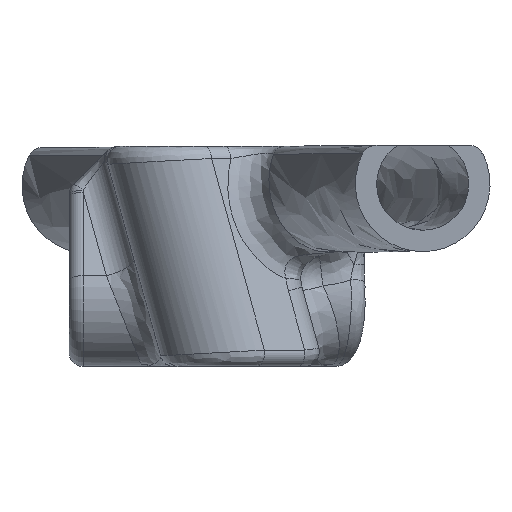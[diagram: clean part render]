
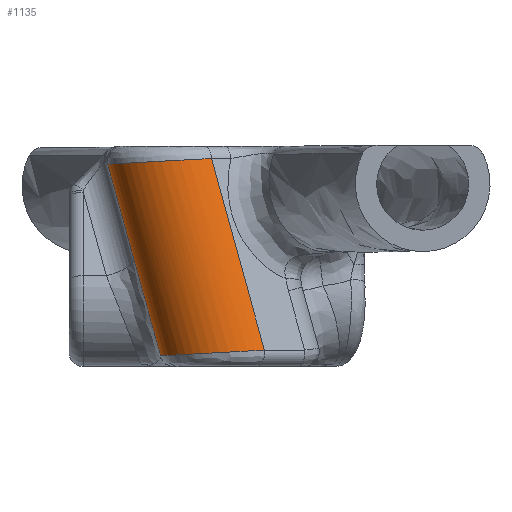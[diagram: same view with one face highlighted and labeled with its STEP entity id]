
A CAD part, top view. The second image highlights one B-rep face of the part: STEP entity #1135.
In plain terms, the highlighted cylindrical face has radius 4.75 mm (diameter 9.5 mm), a partial arc.
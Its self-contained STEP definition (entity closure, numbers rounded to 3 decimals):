
#35=CYLINDRICAL_SURFACE('',#1242,4.75);
#57=LINE('',#2255,#94);
#60=LINE('',#2263,#97);
#94=VECTOR('',#1388,10.);
#97=VECTOR('',#1395,10.);
#142=ELLIPSE('',#1237,4.862,4.75);
#144=ELLIPSE('',#1243,4.862,4.75);
#172=FACE_OUTER_BOUND('',#247,.T.);
#247=EDGE_LOOP('',(#799,#800,#801,#802));
#463=VERTEX_POINT('',#2148);
#465=VERTEX_POINT('',#2189);
#471=VERTEX_POINT('',#2254);
#474=VERTEX_POINT('',#2262);
#587=EDGE_CURVE('',#463,#465,#142,.T.);
#594=EDGE_CURVE('',#471,#465,#57,.T.);
#598=EDGE_CURVE('',#474,#463,#60,.T.);
#599=EDGE_CURVE('',#471,#474,#144,.T.);
#799=ORIENTED_EDGE('',*,*,#587,.F.);
#800=ORIENTED_EDGE('',*,*,#598,.F.);
#801=ORIENTED_EDGE('',*,*,#599,.F.);
#802=ORIENTED_EDGE('',*,*,#594,.T.);
#1135=ADVANCED_FACE('',(#172),#35,.T.);
#1237=AXIS2_PLACEMENT_3D('',#2193,#1378,#1379);
#1242=AXIS2_PLACEMENT_3D('',#2261,#1393,#1394);
#1243=AXIS2_PLACEMENT_3D('',#2264,#1396,#1397);
#1378=DIRECTION('center_axis',(0.055,-0.998,0.));
#1379=DIRECTION('ref_axis',(-0.998,-0.055,0.));
#1388=DIRECTION('',(0.266,-0.964,0.));
#1393=DIRECTION('center_axis',(0.266,-0.964,0.));
#1394=DIRECTION('ref_axis',(0.482,0.133,0.866));
#1395=DIRECTION('',(0.266,-0.964,0.));
#1396=DIRECTION('center_axis',(-0.055,0.998,0.));
#1397=DIRECTION('ref_axis',(-0.998,-0.055,0.));
#2148=CARTESIAN_POINT('',(-1.275,-11.617,12.114));
#2189=CARTESIAN_POINT('',(-8.557,-12.016,8.));
#2193=CARTESIAN_POINT('Origin',(-3.702,-11.75,8.));
#2254=CARTESIAN_POINT('',(-12.276,1.44,8.));
#2255=CARTESIAN_POINT('',(-12.794,3.316,8.));
#2261=CARTESIAN_POINT('Origin',(-8.216,4.581,8.));
#2262=CARTESIAN_POINT('',(-4.994,1.839,12.114));
#2263=CARTESIAN_POINT('',(-5.927,5.214,12.114));
#2264=CARTESIAN_POINT('Origin',(-7.421,1.706,8.));
